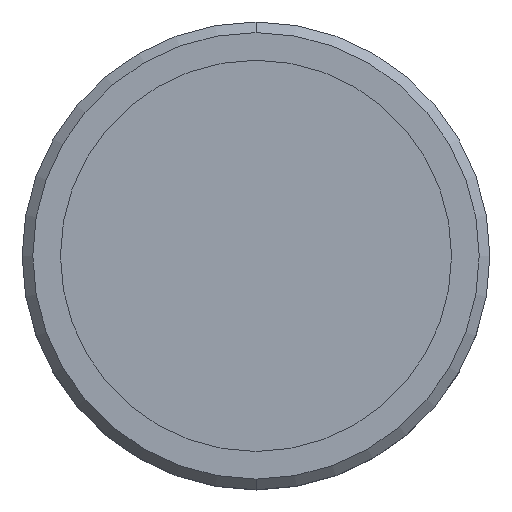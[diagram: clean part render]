
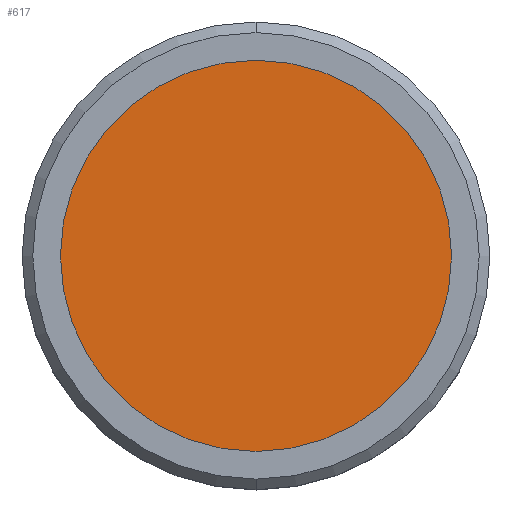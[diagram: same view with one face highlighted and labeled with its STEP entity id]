
A CAD part, top view. The second image highlights one B-rep face of the part: STEP entity #617.
In plain terms, the highlighted planar face has unit normal (0, 0, 1).
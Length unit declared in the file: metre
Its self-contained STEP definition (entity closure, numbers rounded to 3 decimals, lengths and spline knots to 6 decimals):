
#52 = CIRCLE ( 'NONE', #305, 0.0092 ) ;
#92 = VERTEX_POINT ( 'NONE', #248 ) ;
#101 = DIRECTION ( 'NONE',  ( 0., 1., 0. ) ) ;
#108 = ORIENTED_EDGE ( 'NONE', *, *, #753, .F. ) ;
#145 = CARTESIAN_POINT ( 'NONE',  ( 0., -0.001, 0.008 ) ) ;
#189 = CARTESIAN_POINT ( 'NONE',  ( 0., -0.001, 0.008 ) ) ;
#224 = EDGE_LOOP ( 'NONE', ( #505, #108 ) ) ;
#248 = CARTESIAN_POINT ( 'NONE',  ( -0.0092, -0.001, 0.008 ) ) ;
#258 = DIRECTION ( 'NONE',  ( 0., 1., 0. ) ) ;
#272 = AXIS2_PLACEMENT_3D ( 'NONE', #189, #570, #258 ) ;
#278 = VERTEX_POINT ( 'NONE', #776 ) ;
#305 = AXIS2_PLACEMENT_3D ( 'NONE', #145, #760, #456 ) ;
#372 = CIRCLE ( 'NONE', #582, 0.0092 ) ;
#456 = DIRECTION ( 'NONE',  ( 0., 1., 0. ) ) ;
#499 = PLANE ( 'NONE',  #272 ) ;
#505 = ORIENTED_EDGE ( 'NONE', *, *, #738, .F. ) ;
#554 = DIRECTION ( 'NONE',  ( 0., 0., -1. ) ) ;
#570 = DIRECTION ( 'NONE',  ( 0., 0., -1. ) ) ;
#582 = AXIS2_PLACEMENT_3D ( 'NONE', #792, #554, #101 ) ;
#612 = FACE_OUTER_BOUND ( 'NONE', #224, .T. ) ;
#617 = ADVANCED_FACE ( 'NONE', ( #612 ), #499, .F. ) ;
#738 = EDGE_CURVE ( 'NONE', #92, #278, #52, .T. ) ;
#753 = EDGE_CURVE ( 'NONE', #278, #92, #372, .T. ) ;
#760 = DIRECTION ( 'NONE',  ( 0., 0., -1. ) ) ;
#776 = CARTESIAN_POINT ( 'NONE',  ( 0.0092, -0.001, 0.008 ) ) ;
#792 = CARTESIAN_POINT ( 'NONE',  ( 0., -0.001, 0.008 ) ) ;
